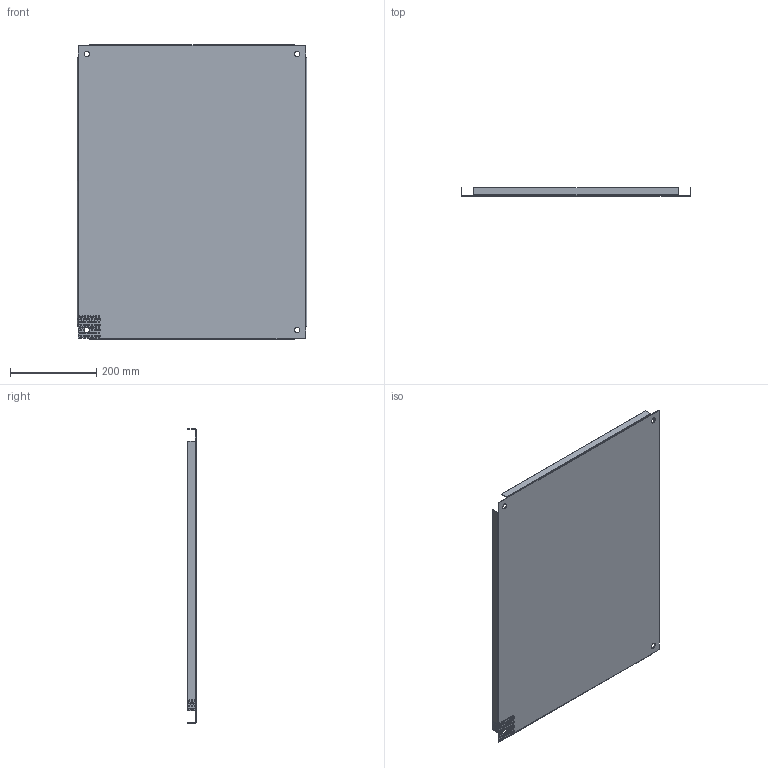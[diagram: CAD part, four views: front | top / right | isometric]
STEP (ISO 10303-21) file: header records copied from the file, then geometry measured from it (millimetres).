
FILE_DESCRIPTION (( 'STEP AP203' ), '1' );
FILE_NAME ('18P2721PP_Default.step', '2019-09-13T18:07:49', ( '' ), ( '' ), 'SwSTEP 2.0', 'SolidWorks 2018', '' );
FILE_SCHEMA (( 'CONFIG_CONTROL_DESIGN' ));
Length unit declared in the file: inch
Products named in the file (1): 18P2721PP_Default
Bounding box: 533.4 x 19.05 x 685.8 mm (x, y, z)
Volume: 581138.1 mm3; surface area: 807981.4 mm2
Topology: 1 solids, 1 shells, 254 faces, 768 edges, 502 vertices
Faces by surface type: cylinder 203, plane 43, bspline 8
Entity records: 10203 total; most frequent: CARTESIAN_POINT 2571, DIRECTION 1652, ORIENTED_EDGE 1536, EDGE_CURVE 768, AXIS2_PLACEMENT_3D 653, VERTEX_POINT 502, EDGE_LOOP 408, CIRCLE 406
